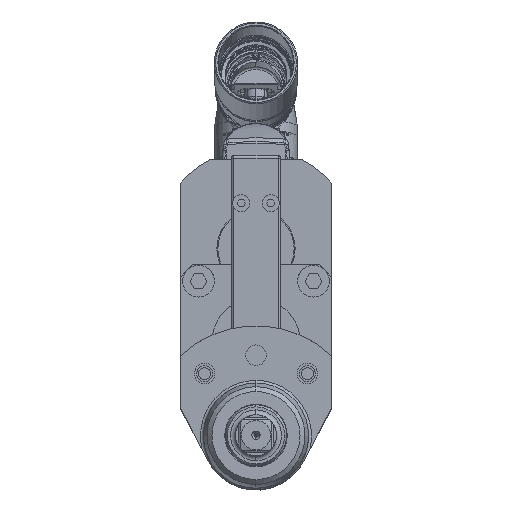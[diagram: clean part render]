
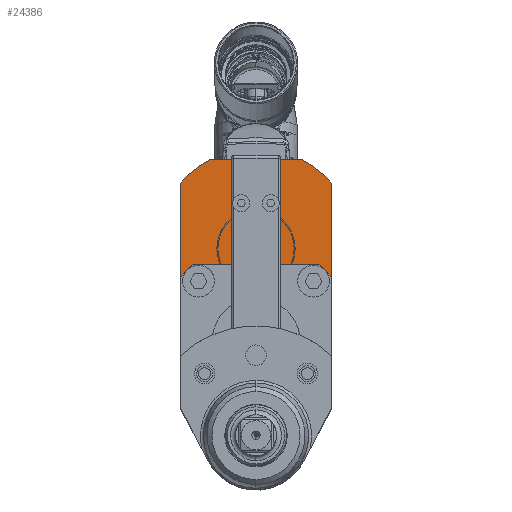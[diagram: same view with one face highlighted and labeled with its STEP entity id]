
A CAD part, top view. The second image highlights one B-rep face of the part: STEP entity #24386.
In plain terms, the highlighted planar face has unit normal (0, 0, 1).
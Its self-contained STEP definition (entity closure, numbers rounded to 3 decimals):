
#214=DIRECTION('',(0.,-1.,0.));
#215=VECTOR('',#214,38.493);
#216=CARTESIAN_POINT('',(-31.,26.833,461.));
#217=LINE('',#216,#215);
#582=DIRECTION('',(0.,-1.,0.));
#583=VECTOR('',#582,30.5);
#584=CARTESIAN_POINT('',(-9.,24.,461.));
#585=LINE('',#584,#583);
#586=DIRECTION('',(0.,-1.,0.));
#587=VECTOR('',#586,30.5);
#588=CARTESIAN_POINT('',(9.,24.,461.));
#589=LINE('',#588,#587);
#590=DIRECTION('',(-1.,0.,0.));
#591=VECTOR('',#590,1.);
#592=CARTESIAN_POINT('',(10.,-6.5,461.));
#593=LINE('',#592,#591);
#594=DIRECTION('',(0.,1.,0.));
#595=VECTOR('',#594,43.);
#596=CARTESIAN_POINT('',(10.,-6.5,461.));
#597=LINE('',#596,#595);
#598=CARTESIAN_POINT('',(0.,0.,461.));
#599=DIRECTION('',(0.,0.,-1.));
#600=DIRECTION('',(0.455,0.89,0.));
#601=AXIS2_PLACEMENT_3D('',#598,#599,#600);
#603=DIRECTION('',(-0.707,0.707,0.));
#604=VECTOR('',#603,7.071);
#605=CARTESIAN_POINT('',(31.,-11.66,461.));
#606=LINE('',#605,#604);
#607=DIRECTION('',(-1.,0.,0.));
#608=VECTOR('',#607,52.);
#609=CARTESIAN_POINT('',(26.,-6.66,461.));
#610=LINE('',#609,#608);
#611=DIRECTION('',(-0.707,-0.707,0.));
#612=VECTOR('',#611,7.071);
#613=CARTESIAN_POINT('',(-26.,-6.66,461.));
#614=LINE('',#613,#612);
#615=CARTESIAN_POINT('',(0.,0.,461.));
#616=DIRECTION('',(0.,0.,-1.));
#617=DIRECTION('',(-0.756,0.654,0.));
#618=AXIS2_PLACEMENT_3D('',#615,#616,#617);
#620=DIRECTION('',(0.,-1.,0.));
#621=VECTOR('',#620,43.);
#622=CARTESIAN_POINT('',(-10.,36.5,461.));
#623=LINE('',#622,#621);
#624=DIRECTION('',(-1.,0.,0.));
#625=VECTOR('',#624,1.);
#626=CARTESIAN_POINT('',(-9.,-6.5,461.));
#627=LINE('',#626,#625);
#628=CARTESIAN_POINT('',(-6.,18.5,461.));
#629=DIRECTION('',(0.,0.,-1.));
#630=DIRECTION('',(-1.,0.,0.));
#631=AXIS2_PLACEMENT_3D('',#628,#629,#630);
#633=CARTESIAN_POINT('',(-6.,18.5,461.));
#634=DIRECTION('',(0.,0.,-1.));
#635=DIRECTION('',(1.,0.,0.));
#636=AXIS2_PLACEMENT_3D('',#633,#634,#635);
#638=CARTESIAN_POINT('',(6.,18.5,461.));
#639=DIRECTION('',(0.,0.,-1.));
#640=DIRECTION('',(-1.,0.,0.));
#641=AXIS2_PLACEMENT_3D('',#638,#639,#640);
#643=CARTESIAN_POINT('',(6.,18.5,461.));
#644=DIRECTION('',(0.,0.,-1.));
#645=DIRECTION('',(1.,0.,0.));
#646=AXIS2_PLACEMENT_3D('',#643,#644,#645);
#1103=DIRECTION('',(0.,1.,0.));
#1104=VECTOR('',#1103,38.493);
#1105=CARTESIAN_POINT('',(31.,-11.66,461.));
#1106=LINE('',#1105,#1104);
#11471=DIRECTION('',(-1.,0.,0.));
#11472=VECTOR('',#11471,8.675);
#11473=CARTESIAN_POINT('',(-10.,36.5,461.));
#11474=LINE('',#11473,#11472);
#11964=DIRECTION('',(-1.,0.,0.));
#11965=VECTOR('',#11964,8.675);
#11966=CARTESIAN_POINT('',(18.675,36.5,461.));
#11967=LINE('',#11966,#11965);
#12221=DIRECTION('',(-1.,0.,0.));
#12222=VECTOR('',#12221,18.);
#12223=CARTESIAN_POINT('',(9.,24.,461.));
#12224=LINE('',#12223,#12222);
#21856=CARTESIAN_POINT('',(18.675,36.5,461.));
#21857=CARTESIAN_POINT('',(31.,26.833,461.));
#21858=VERTEX_POINT('',#21856);
#21859=VERTEX_POINT('',#21857);
#21860=CARTESIAN_POINT('',(-31.,26.833,461.));
#21861=CARTESIAN_POINT('',(-18.675,36.5,461.));
#21862=VERTEX_POINT('',#21860);
#21863=VERTEX_POINT('',#21861);
#23167=CARTESIAN_POINT('',(26.,-6.66,461.));
#23168=CARTESIAN_POINT('',(-26.,-6.66,461.));
#23169=VERTEX_POINT('',#23167);
#23170=VERTEX_POINT('',#23168);
#23171=CARTESIAN_POINT('',(-31.,-11.66,461.));
#23172=VERTEX_POINT('',#23171);
#23173=CARTESIAN_POINT('',(31.,-11.66,461.));
#23174=VERTEX_POINT('',#23173);
#23445=CARTESIAN_POINT('',(-10.,36.5,461.));
#23447=VERTEX_POINT('',#23445);
#23475=CARTESIAN_POINT('',(10.,36.5,461.));
#23476=VERTEX_POINT('',#23475);
#23477=CARTESIAN_POINT('',(-9.,24.,461.));
#23478=CARTESIAN_POINT('',(-9.,-6.5,461.));
#23479=VERTEX_POINT('',#23477);
#23480=VERTEX_POINT('',#23478);
#23481=CARTESIAN_POINT('',(9.,24.,461.));
#23482=CARTESIAN_POINT('',(9.,-6.5,461.));
#23483=VERTEX_POINT('',#23481);
#23484=VERTEX_POINT('',#23482);
#23485=CARTESIAN_POINT('',(10.,-6.5,461.));
#23486=VERTEX_POINT('',#23485);
#23487=CARTESIAN_POINT('',(-10.,-6.5,461.));
#23488=VERTEX_POINT('',#23487);
#23533=CARTESIAN_POINT('',(-8.,18.5,461.));
#23534=CARTESIAN_POINT('',(-4.,18.5,461.));
#23535=VERTEX_POINT('',#23533);
#23536=VERTEX_POINT('',#23534);
#23547=CARTESIAN_POINT('',(4.,18.5,461.));
#23548=CARTESIAN_POINT('',(8.,18.5,461.));
#23549=VERTEX_POINT('',#23547);
#23550=VERTEX_POINT('',#23548);
#24336=CARTESIAN_POINT('',(0.,-31.08,461.));
#24337=DIRECTION('',(0.,0.,1.));
#24338=DIRECTION('',(-1.,0.,0.));
#24339=AXIS2_PLACEMENT_3D('',#24336,#24337,#24338);
#24340=PLANE('',#24339);
#24342=ORIENTED_EDGE('',*,*,#24341,.F.);
#24344=ORIENTED_EDGE('',*,*,#24343,.F.);
#24346=ORIENTED_EDGE('',*,*,#24345,.T.);
#24348=ORIENTED_EDGE('',*,*,#24347,.F.);
#24350=ORIENTED_EDGE('',*,*,#24349,.T.);
#24352=ORIENTED_EDGE('',*,*,#24351,.F.);
#24354=ORIENTED_EDGE('',*,*,#24353,.T.);
#24356=ORIENTED_EDGE('',*,*,#24355,.F.);
#24358=ORIENTED_EDGE('',*,*,#24357,.T.);
#24360=ORIENTED_EDGE('',*,*,#24359,.T.);
#24362=ORIENTED_EDGE('',*,*,#24361,.T.);
#24363=ORIENTED_EDGE('',*,*,#23827,.F.);
#24365=ORIENTED_EDGE('',*,*,#24364,.T.);
#24367=ORIENTED_EDGE('',*,*,#24366,.F.);
#24369=ORIENTED_EDGE('',*,*,#24368,.T.);
#24371=ORIENTED_EDGE('',*,*,#24370,.F.);
#24372=EDGE_LOOP('',(#24342,#24344,#24346,#24348,#24350,#24352,#24354,#24356,
#24358,#24360,#24362,#24363,#24365,#24367,#24369,#24371));
#24373=FACE_OUTER_BOUND('',#24372,.F.);
#24375=ORIENTED_EDGE('',*,*,#24374,.F.);
#24377=ORIENTED_EDGE('',*,*,#24376,.F.);
#24378=EDGE_LOOP('',(#24375,#24377));
#24379=FACE_BOUND('',#24378,.F.);
#24381=ORIENTED_EDGE('',*,*,#24380,.F.);
#24383=ORIENTED_EDGE('',*,*,#24382,.F.);
#24384=EDGE_LOOP('',(#24381,#24383));
#24385=FACE_BOUND('',#24384,.F.);
#602=CIRCLE('',#601,41.);
#619=CIRCLE('',#618,41.);
#632=CIRCLE('',#631,2.);
#637=CIRCLE('',#636,2.);
#642=CIRCLE('',#641,2.);
#647=CIRCLE('',#646,2.);
#23827=EDGE_CURVE('',#21862,#23172,#217,.T.);
#24341=EDGE_CURVE('',#23479,#23480,#585,.T.);
#24343=EDGE_CURVE('',#23483,#23479,#12224,.T.);
#24345=EDGE_CURVE('',#23483,#23484,#589,.T.);
#24347=EDGE_CURVE('',#23486,#23484,#593,.T.);
#24349=EDGE_CURVE('',#23486,#23476,#597,.T.);
#24351=EDGE_CURVE('',#21858,#23476,#11967,.T.);
#24353=EDGE_CURVE('',#21858,#21859,#602,.T.);
#24355=EDGE_CURVE('',#23174,#21859,#1106,.T.);
#24357=EDGE_CURVE('',#23174,#23169,#606,.T.);
#24359=EDGE_CURVE('',#23169,#23170,#610,.T.);
#24361=EDGE_CURVE('',#23170,#23172,#614,.T.);
#24364=EDGE_CURVE('',#21862,#21863,#619,.T.);
#24366=EDGE_CURVE('',#23447,#21863,#11474,.T.);
#24368=EDGE_CURVE('',#23447,#23488,#623,.T.);
#24370=EDGE_CURVE('',#23480,#23488,#627,.T.);
#24374=EDGE_CURVE('',#23535,#23536,#632,.T.);
#24376=EDGE_CURVE('',#23536,#23535,#637,.T.);
#24380=EDGE_CURVE('',#23549,#23550,#642,.T.);
#24382=EDGE_CURVE('',#23550,#23549,#647,.T.);
#24386=ADVANCED_FACE('',(#24373,#24379,#24385),#24340,.T.);
